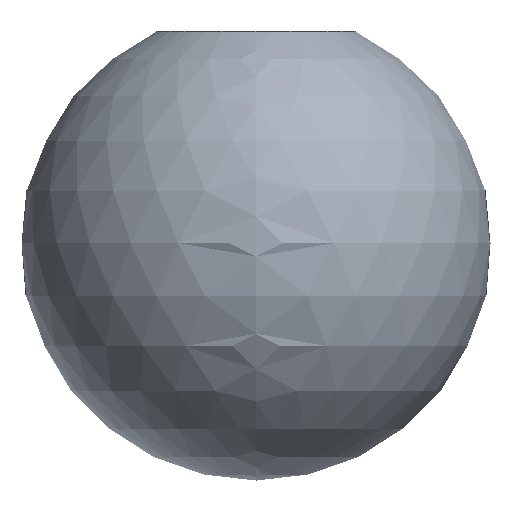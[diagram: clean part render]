
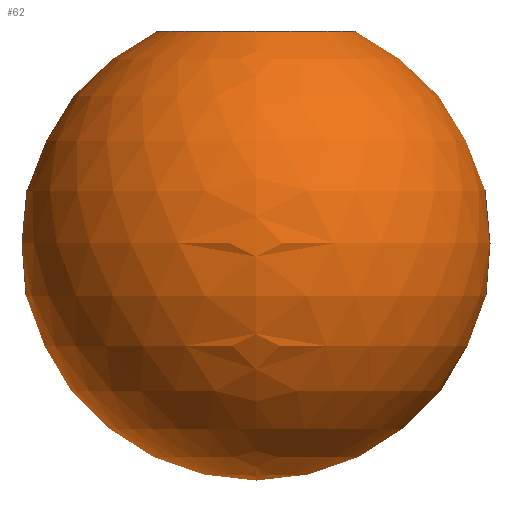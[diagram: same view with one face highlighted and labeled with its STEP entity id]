
A CAD part, left-side view. The second image highlights one B-rep face of the part: STEP entity #62.
In plain terms, the highlighted spherical face has radius 6 mm.
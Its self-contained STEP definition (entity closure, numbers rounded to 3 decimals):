
#17=SPHERICAL_SURFACE('',#82,6.);
#21=FACE_OUTER_BOUND('',#25,.T.);
#25=EDGE_LOOP('',(#54,#55,#56));
#34=CIRCLE('',#83,2.531);
#35=CIRCLE('',#84,6.);
#39=VERTEX_POINT('',#117);
#40=VERTEX_POINT('',#119);
#45=EDGE_CURVE('',#39,#39,#34,.T.);
#46=EDGE_CURVE('',#39,#40,#35,.T.);
#54=ORIENTED_EDGE('',*,*,#45,.F.);
#55=ORIENTED_EDGE('',*,*,#46,.T.);
#56=ORIENTED_EDGE('',*,*,#46,.F.);
#62=ADVANCED_FACE('',(#21),#17,.T.);
#82=AXIS2_PLACEMENT_3D('',#116,#98,#99);
#83=AXIS2_PLACEMENT_3D('',#118,#100,#101);
#84=AXIS2_PLACEMENT_3D('',#120,#102,#103);
#98=DIRECTION('center_axis',(0.,0.,1.));
#99=DIRECTION('ref_axis',(1.,0.,0.));
#100=DIRECTION('center_axis',(0.,0.,1.));
#101=DIRECTION('ref_axis',(1.,0.,0.));
#102=DIRECTION('center_axis',(0.,-1.,0.));
#103=DIRECTION('ref_axis',(-1.,0.,0.));
#116=CARTESIAN_POINT('Origin',(0.,0.,0.));
#117=CARTESIAN_POINT('',(-2.531,0.,5.44));
#118=CARTESIAN_POINT('Origin',(0.,0.,5.44));
#119=CARTESIAN_POINT('',(0.,0.,-6.));
#120=CARTESIAN_POINT('Origin',(0.,0.,0.));
